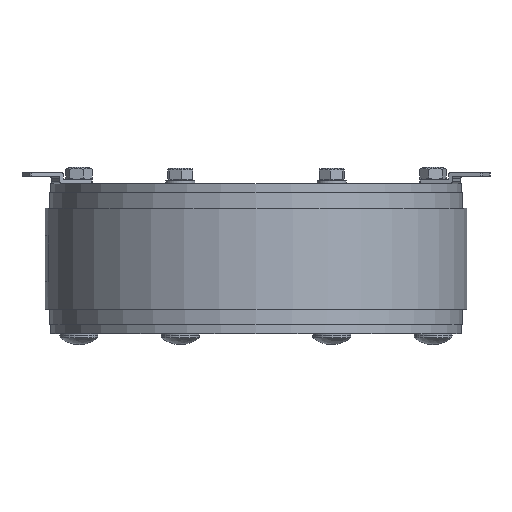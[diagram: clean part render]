
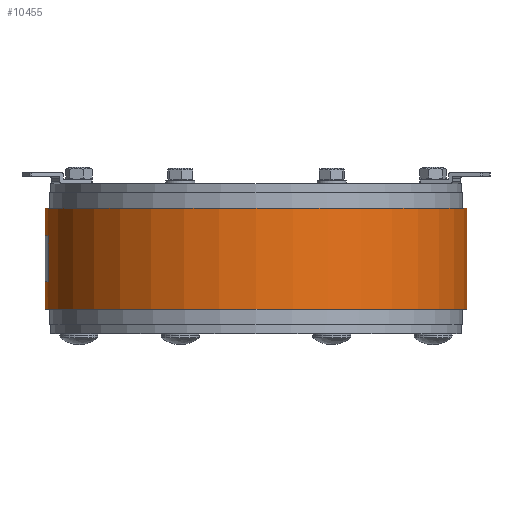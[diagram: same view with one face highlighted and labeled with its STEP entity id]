
A CAD part, front view. The second image highlights one B-rep face of the part: STEP entity #10455.
In plain terms, the highlighted cylindrical face has radius 115 mm (diameter 230 mm), a partial arc.
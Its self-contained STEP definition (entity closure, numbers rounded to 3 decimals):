
#1020=CYLINDRICAL_SURFACE('',#14056,115.);
#1740=FACE_OUTER_BOUND('',#2568,.T.);
#2568=EDGE_LOOP('',(#9235,#9236,#9237,#9238,#9239,#9240,#9241,#9242,#9243,
#9244,#9245,#9246,#9247,#9248));
#3763=VERTEX_POINT('',#23327);
#3764=VERTEX_POINT('',#23328);
#3767=VERTEX_POINT('',#23336);
#3768=VERTEX_POINT('',#23337);
#3771=VERTEX_POINT('',#23345);
#3772=VERTEX_POINT('',#23346);
#3775=VERTEX_POINT('',#23354);
#3777=VERTEX_POINT('',#23360);
#3787=VERTEX_POINT('',#23404);
#3790=VERTEX_POINT('',#23412);
#3791=VERTEX_POINT('',#23416);
#3792=VERTEX_POINT('',#23418);
#3793=VERTEX_POINT('',#23420);
#3794=VERTEX_POINT('',#23422);
#5569=EDGE_CURVE('',#3763,#3764,#13290,.T.);
#5573=EDGE_CURVE('',#3767,#3768,#13292,.T.);
#5577=EDGE_CURVE('',#3771,#3772,#13294,.T.);
#5581=EDGE_CURVE('',#3772,#3775,#11738,.T.);
#5584=EDGE_CURVE('',#3775,#3777,#13296,.T.);
#5590=EDGE_CURVE('',#3763,#3777,#11745,.T.);
#5600=EDGE_CURVE('',#3771,#3768,#11755,.T.);
#5607=EDGE_CURVE('',#3787,#3767,#13298,.T.);
#5612=EDGE_CURVE('',#3764,#3790,#13301,.T.);
#5613=EDGE_CURVE('',#3790,#3791,#11764,.T.);
#5614=EDGE_CURVE('',#3791,#3792,#13302,.T.);
#5615=EDGE_CURVE('',#3792,#3793,#11765,.T.);
#5616=EDGE_CURVE('',#3793,#3794,#13303,.T.);
#5617=EDGE_CURVE('',#3794,#3787,#11766,.T.);
#9235=ORIENTED_EDGE('',*,*,#5612,.T.);
#9236=ORIENTED_EDGE('',*,*,#5613,.T.);
#9237=ORIENTED_EDGE('',*,*,#5614,.T.);
#9238=ORIENTED_EDGE('',*,*,#5615,.T.);
#9239=ORIENTED_EDGE('',*,*,#5616,.T.);
#9240=ORIENTED_EDGE('',*,*,#5617,.T.);
#9241=ORIENTED_EDGE('',*,*,#5607,.T.);
#9242=ORIENTED_EDGE('',*,*,#5573,.T.);
#9243=ORIENTED_EDGE('',*,*,#5600,.F.);
#9244=ORIENTED_EDGE('',*,*,#5577,.T.);
#9245=ORIENTED_EDGE('',*,*,#5581,.T.);
#9246=ORIENTED_EDGE('',*,*,#5584,.T.);
#9247=ORIENTED_EDGE('',*,*,#5590,.F.);
#9248=ORIENTED_EDGE('',*,*,#5569,.T.);
#10455=ADVANCED_FACE('',(#1740),#1020,.T.);
#11738=LINE('',#23355,#13020);
#11745=LINE('',#23372,#13027);
#11755=LINE('',#23391,#13037);
#11764=LINE('',#23417,#13046);
#11765=LINE('',#23421,#13047);
#11766=LINE('',#23424,#13048);
#13020=VECTOR('',#16817,25.);
#13027=VECTOR('',#16834,15.);
#13037=VECTOR('',#16854,15.);
#13046=VECTOR('',#16883,15.);
#13047=VECTOR('',#16886,25.);
#13048=VECTOR('',#16889,15.);
#13290=CIRCLE('',#14028,115.);
#13292=CIRCLE('',#14031,115.);
#13294=CIRCLE('',#14034,115.);
#13296=CIRCLE('',#14038,115.);
#13298=CIRCLE('',#14051,115.);
#13301=CIRCLE('',#14055,115.);
#13302=CIRCLE('',#14057,115.);
#13303=CIRCLE('',#14058,115.);
#14028=AXIS2_PLACEMENT_3D('',#23329,#16793,#16794);
#14031=AXIS2_PLACEMENT_3D('',#23338,#16801,#16802);
#14034=AXIS2_PLACEMENT_3D('',#23347,#16809,#16810);
#14038=AXIS2_PLACEMENT_3D('',#23361,#16822,#16823);
#14051=AXIS2_PLACEMENT_3D('',#23405,#16869,#16870);
#14055=AXIS2_PLACEMENT_3D('',#23414,#16879,#16880);
#14056=AXIS2_PLACEMENT_3D('',#23415,#16881,#16882);
#14057=AXIS2_PLACEMENT_3D('',#23419,#16884,#16885);
#14058=AXIS2_PLACEMENT_3D('',#23423,#16887,#16888);
#16793=DIRECTION('center_axis',(0.,-1.,0.));
#16794=DIRECTION('ref_axis',(0.,0.,-1.));
#16801=DIRECTION('center_axis',(0.,1.,0.));
#16802=DIRECTION('ref_axis',(0.,0.,-1.));
#16809=DIRECTION('center_axis',(0.,-1.,0.));
#16810=DIRECTION('ref_axis',(0.,0.,-1.));
#16817=DIRECTION('',(0.,1.,0.));
#16822=DIRECTION('center_axis',(0.,1.,0.));
#16823=DIRECTION('ref_axis',(0.,0.,-1.));
#16834=DIRECTION('',(0.,-1.,0.));
#16854=DIRECTION('',(0.,-1.,0.));
#16869=DIRECTION('center_axis',(0.,1.,0.));
#16870=DIRECTION('ref_axis',(0.,0.,1.));
#16879=DIRECTION('center_axis',(0.,-1.,0.));
#16880=DIRECTION('ref_axis',(0.,0.,1.));
#16881=DIRECTION('center_axis',(0.,-1.,0.));
#16882=DIRECTION('ref_axis',(0.,0.,1.));
#16883=DIRECTION('',(0.,-1.,0.));
#16884=DIRECTION('center_axis',(0.,-1.,0.));
#16885=DIRECTION('ref_axis',(0.,0.,1.));
#16886=DIRECTION('',(0.,-1.,0.));
#16887=DIRECTION('center_axis',(0.,1.,0.));
#16888=DIRECTION('ref_axis',(-0.177,0.,0.984));
#16889=DIRECTION('',(0.,-1.,0.));
#23327=CARTESIAN_POINT('',(-178.674,27.5,-1.25));
#23328=CARTESIAN_POINT('',(-178.674,27.5,228.75));
#23329=CARTESIAN_POINT('Origin',(-178.674,27.5,113.75));
#23336=CARTESIAN_POINT('',(-178.674,-27.5,228.75));
#23337=CARTESIAN_POINT('',(-178.674,-27.5,-1.25));
#23338=CARTESIAN_POINT('Origin',(-178.674,-27.5,113.75));
#23345=CARTESIAN_POINT('',(-178.674,-12.5,-1.25));
#23346=CARTESIAN_POINT('',(-158.562,-12.5,0.522));
#23347=CARTESIAN_POINT('Origin',(-178.674,-12.5,113.75));
#23354=CARTESIAN_POINT('',(-158.562,12.5,0.522));
#23355=CARTESIAN_POINT('',(-158.562,0.,0.522));
#23360=CARTESIAN_POINT('',(-178.674,12.5,-1.25));
#23361=CARTESIAN_POINT('Origin',(-178.674,12.5,113.75));
#23372=CARTESIAN_POINT('',(-178.674,13.75,-1.25));
#23391=CARTESIAN_POINT('',(-178.674,-6.25,-1.25));
#23404=CARTESIAN_POINT('',(-178.678,-27.5,228.75));
#23405=CARTESIAN_POINT('Origin',(-178.674,-27.5,113.75));
#23412=CARTESIAN_POINT('',(-178.678,27.5,228.75));
#23414=CARTESIAN_POINT('Origin',(-178.674,27.5,113.75));
#23415=CARTESIAN_POINT('Origin',(-178.674,0.,
113.75));
#23416=CARTESIAN_POINT('',(-178.678,12.5,228.75));
#23417=CARTESIAN_POINT('',(-178.678,-27.5,228.75));
#23418=CARTESIAN_POINT('',(-199.015,12.5,226.937));
#23419=CARTESIAN_POINT('Origin',(-178.674,12.5,113.75));
#23420=CARTESIAN_POINT('',(-199.015,-12.5,226.937));
#23421=CARTESIAN_POINT('',(-199.015,-12.5,226.937));
#23422=CARTESIAN_POINT('',(-178.678,-12.5,228.75));
#23423=CARTESIAN_POINT('Origin',(-178.674,-12.5,113.75));
#23424=CARTESIAN_POINT('',(-178.678,-27.5,228.75));
